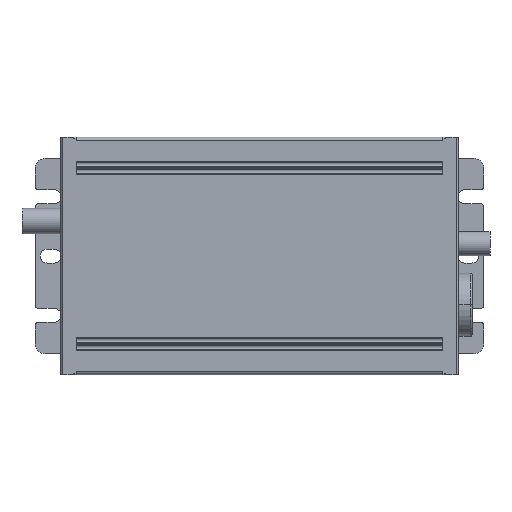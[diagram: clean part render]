
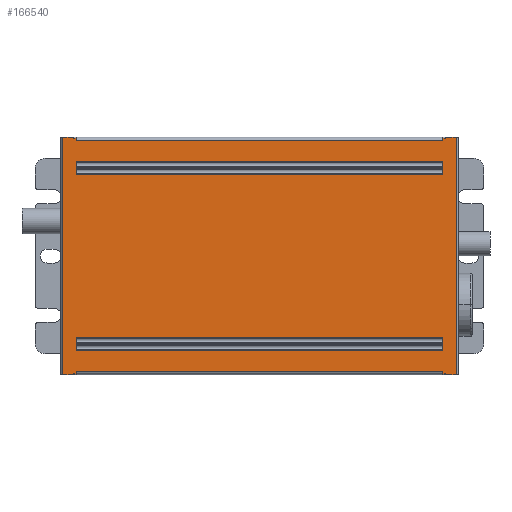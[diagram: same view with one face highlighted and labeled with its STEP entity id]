
A CAD part, top view. The second image highlights one B-rep face of the part: STEP entity #166540.
In plain terms, the highlighted face is planar.
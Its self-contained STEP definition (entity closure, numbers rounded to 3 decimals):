
#39040=CARTESIAN_POINT('',(-33.7,18.95,52.5));
#39050=DIRECTION('',(1.,0.,0.));
#39060=VECTOR('',#39050,1.);
#39070=LINE('',#39040,#39060);
#39080=CARTESIAN_POINT('',(33.,18.95,52.5));
#39090=VERTEX_POINT('',#39080);
#39100=CARTESIAN_POINT('',(33.7,18.95,52.5));
#39110=VERTEX_POINT('',#39100);
#39120=EDGE_CURVE('',#39090,#39110,#39070,.T.);
#106050=CARTESIAN_POINT('',(-34.,18.95,53.3));
#106060=VERTEX_POINT('',#106050);
#106090=CARTESIAN_POINT('',(-34.,18.95,53.3));
#106100=DIRECTION('',(0.,0.,1.));
#106110=VECTOR('',#106100,1.);
#106120=LINE('',#106090,#106110);
#106130=CARTESIAN_POINT('',(-34.,18.95,56.4));
#106140=VERTEX_POINT('',#106130);
#106150=EDGE_CURVE('',#106060,#106140,#106120,.T.);
#106870=CARTESIAN_POINT('',(-34.,18.95,-56.4));
#106880=VERTEX_POINT('',#106870);
#106910=CARTESIAN_POINT('',(-34.,18.95,-56.4));
#106920=DIRECTION('',(0.,0.,1.));
#106930=VECTOR('',#106920,1.);
#106940=LINE('',#106910,#106930);
#106950=CARTESIAN_POINT('',(-34.,18.95,-53.3));
#106960=VERTEX_POINT('',#106950);
#106970=EDGE_CURVE('',#106880,#106960,#106940,.T.);
#145350=CARTESIAN_POINT('',(34.,18.95,56.4));
#145360=VERTEX_POINT('',#145350);
#145390=CARTESIAN_POINT('',(34.,18.95,56.4));
#145400=DIRECTION('',(0.,0.,-1.));
#145410=VECTOR('',#145400,1.);
#145420=LINE('',#145390,#145410);
#145430=CARTESIAN_POINT('',(34.,18.95,53.3));
#145440=VERTEX_POINT('',#145430);
#145450=EDGE_CURVE('',#145360,#145440,#145420,.T.);
#145860=CARTESIAN_POINT('',(34.,18.95,-53.3));
#145870=VERTEX_POINT('',#145860);
#145900=CARTESIAN_POINT('',(34.,18.95,-56.4));
#145910=DIRECTION('',(0.,0.,1.));
#145920=VECTOR('',#145910,1.);
#145930=LINE('',#145900,#145920);
#145940=CARTESIAN_POINT('',(34.,18.95,-56.4));
#145950=VERTEX_POINT('',#145940);
#145960=EDGE_CURVE('',#145950,#145870,#145930,.T.);
#156610=CARTESIAN_POINT('',(33.,18.95,52.5));
#156620=DIRECTION('',(0.,0.,-1.));
#156630=VECTOR('',#156620,1.);
#156640=LINE('',#156610,#156630);
#156650=CARTESIAN_POINT('',(33.,18.95,-52.5));
#156660=VERTEX_POINT('',#156650);
#156670=EDGE_CURVE('',#39090,#156660,#156640,.T.);
#156900=CARTESIAN_POINT('',(33.7,18.95,53.3));
#156910=VERTEX_POINT('',#156900);
#156940=CARTESIAN_POINT('',(33.7,18.95,53.3));
#156950=DIRECTION('',(0.,0.,-1.));
#156960=VECTOR('',#156950,1.);
#156970=LINE('',#156940,#156960);
#156980=EDGE_CURVE('',#156910,#39110,#156970,.T.);
#157240=CARTESIAN_POINT('',(27.167,18.95,-52.5));
#157250=VERTEX_POINT('',#157240);
#157280=CARTESIAN_POINT('',(27.167,18.95,-52.5));
#157290=DIRECTION('',(0.,0.,1.));
#157300=VECTOR('',#157290,1.);
#157310=LINE('',#157280,#157300);
#157320=CARTESIAN_POINT('',(27.167,18.95,52.5));
#157330=VERTEX_POINT('',#157320);
#157340=EDGE_CURVE('',#157250,#157330,#157310,.T.);
#157900=CARTESIAN_POINT('',(25.333,18.95,52.5));
#157910=VERTEX_POINT('',#157900);
#157940=CARTESIAN_POINT('',(25.333,18.95,52.5));
#157950=DIRECTION('',(0.,0.,-1.));
#157960=VECTOR('',#157950,1.);
#157970=LINE('',#157940,#157960);
#157980=CARTESIAN_POINT('',(25.333,18.95,-52.5));
#157990=VERTEX_POINT('',#157980);
#158000=EDGE_CURVE('',#157910,#157990,#157970,.T.);
#158120=CARTESIAN_POINT('',(-33.7,18.95,52.5));
#158130=VERTEX_POINT('',#158120);
#158140=CARTESIAN_POINT('',(-33.,18.95,52.5));
#158150=VERTEX_POINT('',#158140);
#158160=EDGE_CURVE('',#158130,#158150,#39070,.T.);
#158560=CARTESIAN_POINT('',(25.167,18.95,-52.5));
#158570=VERTEX_POINT('',#158560);
#158600=CARTESIAN_POINT('',(25.167,18.95,-52.5));
#158610=DIRECTION('',(0.,0.,1.));
#158620=VECTOR('',#158610,1.);
#158630=LINE('',#158600,#158620);
#158640=CARTESIAN_POINT('',(25.167,18.95,52.5));
#158650=VERTEX_POINT('',#158640);
#158660=EDGE_CURVE('',#158570,#158650,#158630,.T.);
#159220=CARTESIAN_POINT('',(23.333,18.95,52.5));
#159230=VERTEX_POINT('',#159220);
#159260=CARTESIAN_POINT('',(23.333,18.95,52.5));
#159270=DIRECTION('',(0.,0.,-1.));
#159280=VECTOR('',#159270,1.);
#159290=LINE('',#159260,#159280);
#159300=CARTESIAN_POINT('',(23.333,18.95,-52.5));
#159310=VERTEX_POINT('',#159300);
#159320=EDGE_CURVE('',#159230,#159310,#159290,.T.);
#163170=CARTESIAN_POINT('',(-23.333,18.95,-52.5));
#163180=DIRECTION('',(0.,0.,1.));
#163190=VECTOR('',#163180,1.);
#163200=LINE('',#163170,#163190);
#163210=CARTESIAN_POINT('',(-23.333,18.95,-52.5));
#163220=VERTEX_POINT('',#163210);
#163230=CARTESIAN_POINT('',(-23.333,18.95,52.5));
#163240=VERTEX_POINT('',#163230);
#163250=EDGE_CURVE('',#163220,#163240,#163200,.T.);
#163920=CARTESIAN_POINT('',(-25.167,18.95,52.5));
#163930=DIRECTION('',(0.,0.,-1.));
#163940=VECTOR('',#163930,1.);
#163950=LINE('',#163920,#163940);
#163960=CARTESIAN_POINT('',(-25.167,18.95,52.5));
#163970=VERTEX_POINT('',#163960);
#163980=CARTESIAN_POINT('',(-25.167,18.95,-52.5));
#163990=VERTEX_POINT('',#163980);
#164000=EDGE_CURVE('',#163970,#163990,#163950,.T.);
#164200=EDGE_CURVE('',#163970,#163240,#39070,.T.);
#164330=CARTESIAN_POINT('',(-25.333,18.95,-52.5));
#164340=DIRECTION('',(0.,0.,1.));
#164350=VECTOR('',#164340,1.);
#164360=LINE('',#164330,#164350);
#164370=CARTESIAN_POINT('',(-25.333,18.95,-52.5));
#164380=VERTEX_POINT('',#164370);
#164390=CARTESIAN_POINT('',(-25.333,18.95,52.5));
#164400=VERTEX_POINT('',#164390);
#164410=EDGE_CURVE('',#164380,#164400,#164360,.T.);
#165080=CARTESIAN_POINT('',(-27.167,18.95,52.5));
#165090=DIRECTION('',(0.,0.,-1.));
#165100=VECTOR('',#165090,1.);
#165110=LINE('',#165080,#165100);
#165120=CARTESIAN_POINT('',(-27.167,18.95,52.5));
#165130=VERTEX_POINT('',#165120);
#165140=CARTESIAN_POINT('',(-27.167,18.95,-52.5));
#165150=VERTEX_POINT('',#165140);
#165160=EDGE_CURVE('',#165130,#165150,#165110,.T.);
#165360=CARTESIAN_POINT('',(34.25,18.95,-52.5));
#165370=DIRECTION('',(0.,1.,0.));
#165380=DIRECTION('',(-1.,0.,0.));
#165390=AXIS2_PLACEMENT_3D('',#165360,#165370,#165380);
#165400=PLANE('',#165390);
#165410=CARTESIAN_POINT('',(-33.7,18.95,-53.3));
#165420=DIRECTION('',(0.,0.,1.));
#165430=VECTOR('',#165420,1.);
#165440=LINE('',#165410,#165430);
#165450=CARTESIAN_POINT('',(-33.7,18.95,-53.3));
#165460=VERTEX_POINT('',#165450);
#165470=CARTESIAN_POINT('',(-33.7,18.95,-52.5));
#165480=VERTEX_POINT('',#165470);
#165490=EDGE_CURVE('',#165460,#165480,#165440,.T.);
#165500=ORIENTED_EDGE('',*,*,#165490,.T.);
#165510=CARTESIAN_POINT('',(34.,18.95,-53.3));
#165520=DIRECTION('',(-1.,0.,0.));
#165530=VECTOR('',#165520,1.);
#165540=LINE('',#165510,#165530);
#165550=EDGE_CURVE('',#165460,#106960,#165540,.T.);
#165560=ORIENTED_EDGE('',*,*,#165550,.F.);
#165570=ORIENTED_EDGE('',*,*,#106970,.T.);
#165580=CARTESIAN_POINT('',(34.,18.95,-56.4));
#165590=DIRECTION('',(-1.,0.,0.));
#165600=VECTOR('',#165590,1.);
#165610=LINE('',#165580,#165600);
#165620=EDGE_CURVE('',#145950,#106880,#165610,.T.);
#165630=ORIENTED_EDGE('',*,*,#165620,.T.);
#165640=ORIENTED_EDGE('',*,*,#145960,.F.);
#165650=CARTESIAN_POINT('',(33.7,18.95,-53.3));
#165660=VERTEX_POINT('',#165650);
#165670=EDGE_CURVE('',#145870,#165660,#165540,.T.);
#165680=ORIENTED_EDGE('',*,*,#165670,.F.);
#165690=CARTESIAN_POINT('',(33.7,18.95,-52.5));
#165700=DIRECTION('',(0.,0.,-1.));
#165710=VECTOR('',#165700,1.);
#165720=LINE('',#165690,#165710);
#165730=CARTESIAN_POINT('',(33.7,18.95,-52.5));
#165740=VERTEX_POINT('',#165730);
#165750=EDGE_CURVE('',#165740,#165660,#165720,.T.);
#165760=ORIENTED_EDGE('',*,*,#165750,.T.);
#165770=CARTESIAN_POINT('',(-33.7,18.95,-52.5));
#165780=DIRECTION('',(1.,0.,0.));
#165790=VECTOR('',#165780,1.);
#165800=LINE('',#165770,#165790);
#165810=EDGE_CURVE('',#156660,#165740,#165800,.T.);
#165820=ORIENTED_EDGE('',*,*,#165810,.T.);
#165830=ORIENTED_EDGE('',*,*,#156670,.T.);
#165840=ORIENTED_EDGE('',*,*,#39120,.F.);
#165850=ORIENTED_EDGE('',*,*,#156980,.T.);
#165860=CARTESIAN_POINT('',(-34.,18.95,53.3));
#165870=DIRECTION('',(1.,0.,0.));
#165880=VECTOR('',#165870,1.);
#165890=LINE('',#165860,#165880);
#165900=EDGE_CURVE('',#156910,#145440,#165890,.T.);
#165910=ORIENTED_EDGE('',*,*,#165900,.F.);
#165920=ORIENTED_EDGE('',*,*,#145450,.T.);
#165930=CARTESIAN_POINT('',(-34.,18.95,56.4));
#165940=DIRECTION('',(1.,0.,0.));
#165950=VECTOR('',#165940,1.);
#165960=LINE('',#165930,#165950);
#165970=EDGE_CURVE('',#106140,#145360,#165960,.T.);
#165980=ORIENTED_EDGE('',*,*,#165970,.T.);
#165990=ORIENTED_EDGE('',*,*,#106150,.T.);
#166000=CARTESIAN_POINT('',(-33.7,18.95,53.3));
#166010=VERTEX_POINT('',#166000);
#166020=EDGE_CURVE('',#106060,#166010,#165890,.T.);
#166030=ORIENTED_EDGE('',*,*,#166020,.F.);
#166040=CARTESIAN_POINT('',(-33.7,18.95,52.5));
#166050=DIRECTION('',(0.,0.,1.));
#166060=VECTOR('',#166050,1.);
#166070=LINE('',#166040,#166060);
#166080=EDGE_CURVE('',#158130,#166010,#166070,.T.);
#166090=ORIENTED_EDGE('',*,*,#166080,.T.);
#166100=ORIENTED_EDGE('',*,*,#158160,.F.);
#166110=CARTESIAN_POINT('',(-33.,18.95,-52.5));
#166120=DIRECTION('',(0.,0.,1.));
#166130=VECTOR('',#166120,1.);
#166140=LINE('',#166110,#166130);
#166150=CARTESIAN_POINT('',(-33.,18.95,-52.5));
#166160=VERTEX_POINT('',#166150);
#166170=EDGE_CURVE('',#166160,#158150,#166140,.T.);
#166180=ORIENTED_EDGE('',*,*,#166170,.T.);
#166190=EDGE_CURVE('',#165480,#166160,#165800,.T.);
#166200=ORIENTED_EDGE('',*,*,#166190,.T.);
#166210=EDGE_LOOP('',(#166200,#166180,#166100,#166090,#166030,#165990,
#165980,#165920,#165910,#165850,#165840,#165830,#165820,#165760,#165680,
#165640,#165630,#165570,#165560,#165500));
#166220=FACE_OUTER_BOUND('',#166210,.T.);
#166230=ORIENTED_EDGE('',*,*,#164000,.T.);
#166240=ORIENTED_EDGE('',*,*,#164200,.F.);
#166250=ORIENTED_EDGE('',*,*,#163250,.T.);
#166260=EDGE_CURVE('',#163990,#163220,#165800,.T.);
#166270=ORIENTED_EDGE('',*,*,#166260,.T.);
#166280=EDGE_LOOP('',(#166270,#166250,#166240,#166230));
#166290=FACE_BOUND('',#166280,.T.);
#166300=ORIENTED_EDGE('',*,*,#159320,.T.);
#166310=EDGE_CURVE('',#159230,#158650,#39070,.T.);
#166320=ORIENTED_EDGE('',*,*,#166310,.F.);
#166330=ORIENTED_EDGE('',*,*,#158660,.T.);
#166340=EDGE_CURVE('',#159310,#158570,#165800,.T.);
#166350=ORIENTED_EDGE('',*,*,#166340,.T.);
#166360=EDGE_LOOP('',(#166350,#166330,#166320,#166300));
#166370=FACE_BOUND('',#166360,.T.);
#166380=ORIENTED_EDGE('',*,*,#165160,.T.);
#166390=EDGE_CURVE('',#165130,#164400,#39070,.T.);
#166400=ORIENTED_EDGE('',*,*,#166390,.F.);
#166410=ORIENTED_EDGE('',*,*,#164410,.T.);
#166420=EDGE_CURVE('',#165150,#164380,#165800,.T.);
#166430=ORIENTED_EDGE('',*,*,#166420,.T.);
#166440=EDGE_LOOP('',(#166430,#166410,#166400,#166380));
#166450=FACE_BOUND('',#166440,.T.);
#166460=ORIENTED_EDGE('',*,*,#158000,.T.);
#166470=EDGE_CURVE('',#157910,#157330,#39070,.T.);
#166480=ORIENTED_EDGE('',*,*,#166470,.F.);
#166490=ORIENTED_EDGE('',*,*,#157340,.T.);
#166500=EDGE_CURVE('',#157990,#157250,#165800,.T.);
#166510=ORIENTED_EDGE('',*,*,#166500,.T.);
#166520=EDGE_LOOP('',(#166510,#166490,#166480,#166460));
#166530=FACE_BOUND('',#166520,.T.);
#166540=ADVANCED_FACE('',(#166220,#166290,#166370,#166450,#166530),
#165400,.T.);
